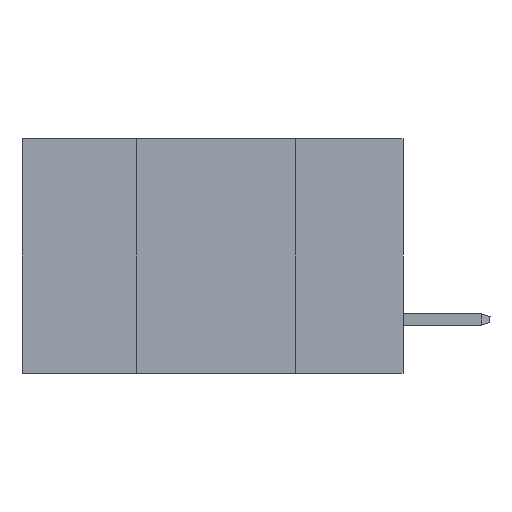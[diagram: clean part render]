
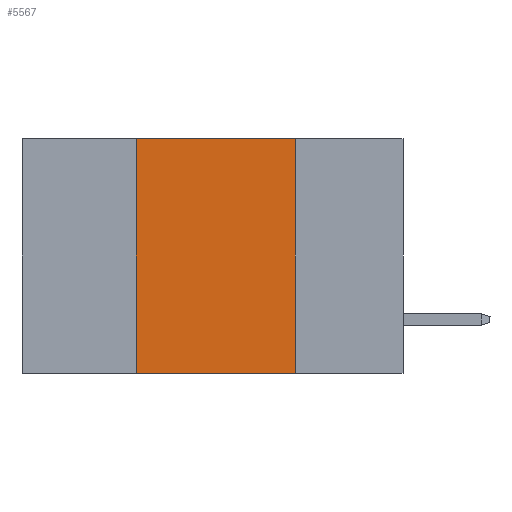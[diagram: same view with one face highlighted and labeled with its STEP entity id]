
A CAD part, left-side view. The second image highlights one B-rep face of the part: STEP entity #5567.
In plain terms, the highlighted planar face has unit normal (-1, 0, 0).
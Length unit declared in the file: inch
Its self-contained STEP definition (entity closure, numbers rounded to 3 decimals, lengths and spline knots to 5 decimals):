
#361 = VECTOR ( 'NONE', #34828, 39.37008 ) ;
#875 = ORIENTED_EDGE ( 'NONE', *, *, #15799, .T. ) ;
#1261 = ORIENTED_EDGE ( 'NONE', *, *, #21382, .F. ) ;
#3528 = CARTESIAN_POINT ( 'NONE',  ( 0., 0.17, 0. ) ) ;
#3576 = ORIENTED_EDGE ( 'NONE', *, *, #13539, .F. ) ;
#3671 = CARTESIAN_POINT ( 'NONE',  ( 0., 0.42, -0.37 ) ) ;
#5567 = ADVANCED_FACE ( 'NONE', ( #22221 ), #33564, .F. ) ;
#6790 = VECTOR ( 'NONE', #36019, 39.37008 ) ;
#10740 = CARTESIAN_POINT ( 'NONE',  ( 0., 0.42, 0. ) ) ;
#11834 = VERTEX_POINT ( 'NONE', #17365 ) ;
#13123 = LINE ( 'NONE', #35473, #6790 ) ;
#13539 = EDGE_CURVE ( 'NONE', #27710, #15147, #13123, .T. ) ;
#13646 = CARTESIAN_POINT ( 'NONE',  ( 0., 0.6, 0. ) ) ;
#14253 = EDGE_LOOP ( 'NONE', ( #3576, #16582, #1261, #875 ) ) ;
#15147 = VERTEX_POINT ( 'NONE', #17388 ) ;
#15715 = EDGE_CURVE ( 'NONE', #11834, #27710, #20141, .T. ) ;
#15799 = EDGE_CURVE ( 'NONE', #20378, #15147, #16937, .T. ) ;
#16242 = DIRECTION ( 'NONE',  ( 0., 0., -1. ) ) ;
#16582 = ORIENTED_EDGE ( 'NONE', *, *, #15715, .F. ) ;
#16937 = LINE ( 'NONE', #23594, #24098 ) ;
#17365 = CARTESIAN_POINT ( 'NONE',  ( 0., 0.42, 0. ) ) ;
#17388 = CARTESIAN_POINT ( 'NONE',  ( 0., 0.17, -0.37 ) ) ;
#17697 = CARTESIAN_POINT ( 'NONE',  ( 0., 0.6, 0. ) ) ;
#19505 = DIRECTION ( 'NONE',  ( 0., 0., 1. ) ) ;
#20061 = LINE ( 'NONE', #10740, #22026 ) ;
#20141 = LINE ( 'NONE', #17697, #361 ) ;
#20378 = VERTEX_POINT ( 'NONE', #3671 ) ;
#21382 = EDGE_CURVE ( 'NONE', #20378, #11834, #20061, .T. ) ;
#22026 = VECTOR ( 'NONE', #19505, 39.37008 ) ;
#22221 = FACE_OUTER_BOUND ( 'NONE', #14253, .T. ) ;
#23205 = DIRECTION ( 'NONE',  ( 0., -1., 0. ) ) ;
#23594 = CARTESIAN_POINT ( 'NONE',  ( 0., 0.6, -0.37 ) ) ;
#24098 = VECTOR ( 'NONE', #23205, 39.37008 ) ;
#27710 = VERTEX_POINT ( 'NONE', #3528 ) ;
#28813 = AXIS2_PLACEMENT_3D ( 'NONE', #13646, #36553, #16242 ) ;
#33564 = PLANE ( 'NONE',  #28813 ) ;
#34828 = DIRECTION ( 'NONE',  ( 0., -1., 0. ) ) ;
#35473 = CARTESIAN_POINT ( 'NONE',  ( 0., 0.17, 0. ) ) ;
#36019 = DIRECTION ( 'NONE',  ( 0., 0., -1. ) ) ;
#36553 = DIRECTION ( 'NONE',  ( 1., 0., 0. ) ) ;
